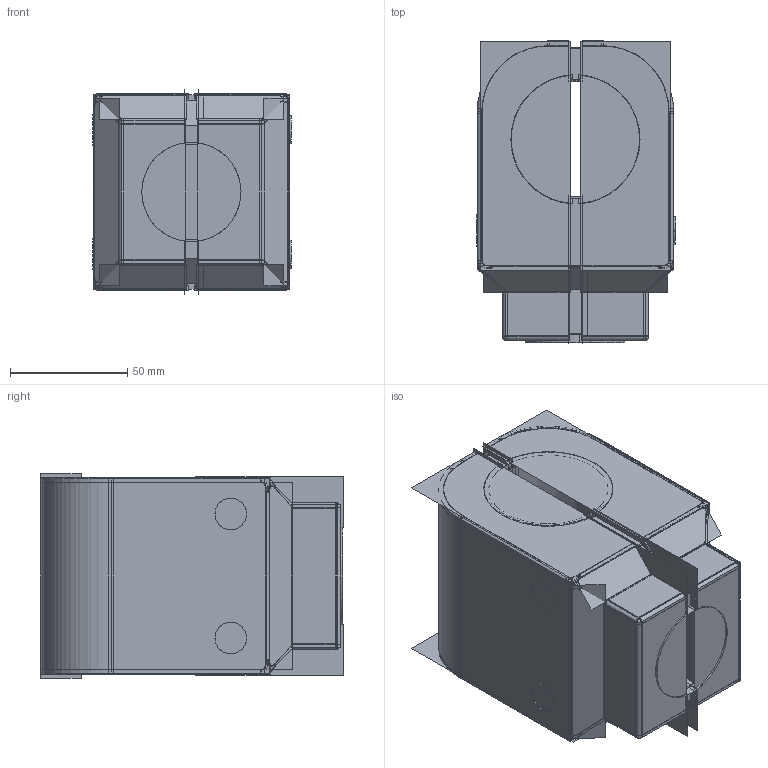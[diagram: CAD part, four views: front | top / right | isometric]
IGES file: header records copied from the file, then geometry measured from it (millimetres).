
Start section:  PTC IGES file: 137-664741.igs
Global section: file name: 137-664741.igs; native system: Pro/ENGINEER by Parametric Technology Corporation; preprocessor: 2005310; author: Salvatore Lanza; organization: Unknown; date: 060303.122417; units: millimetre
Bounding box: 84.87 x 129.55 x 87.36 mm (x, y, z)
Volume: 551635 mm3; surface area: 372033 mm2
Topology: 6 solids, 6 shells, 448 faces, 2470 edges, 3143 vertices
Faces by surface type: bspline 228, revolution 220
